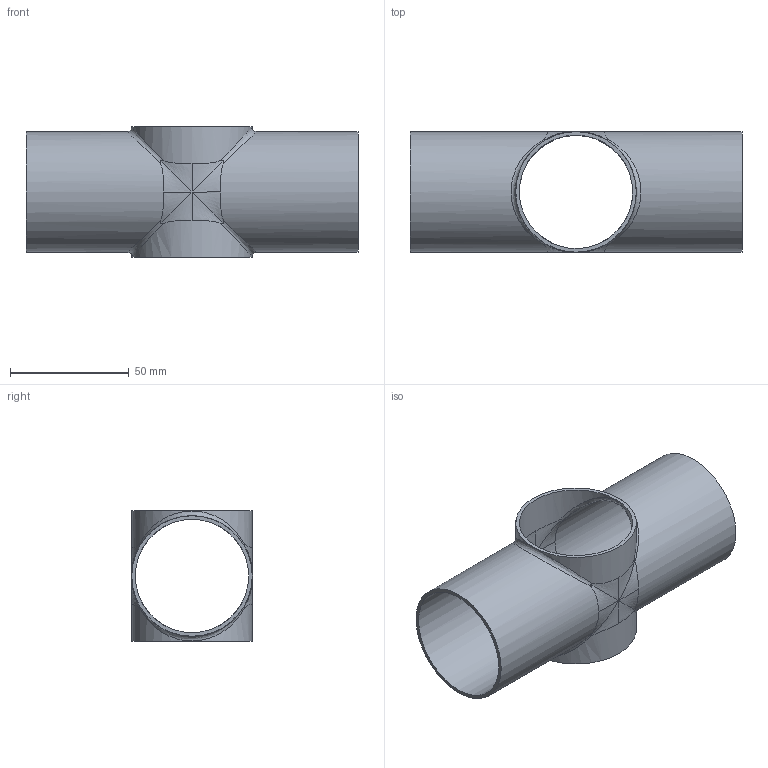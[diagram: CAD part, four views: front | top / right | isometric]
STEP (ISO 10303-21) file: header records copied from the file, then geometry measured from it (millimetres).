
FILE_DESCRIPTION((''),'2;1');
FILE_NAME('47601200X.stp','2010-08-17T12:06:37',('thilbrands'),(''),'Autodesk Inventor 2008','Autodesk Inventor 2008','');
FILE_SCHEMA(('AUTOMOTIVE_DESIGN { 1 0 10303 214 1 1 1 1 }'));
Length unit declared in the file: millimetre
Products named in the file (1): 476011001
Bounding box: 140 x 51.04 x 55 mm (x, y, z)
Volume: 30570.2 mm3; surface area: 41615.2 mm2
Topology: 1 solids, 1 shells, 52 faces, 132 edges, 80 vertices
Faces by surface type: bspline 43, cylinder 6, plane 3
Full cylindrical faces by diameter (mm): 47.8 x3, 50.8 x3
Entity records: 12956 total; most frequent: CARTESIAN_POINT 11966, ORIENTED_EDGE 240, EDGE_CURVE 120, DIRECTION 116, VERTEX_POINT 76, B_SPLINE_CURVE_WITH_KNOTS 72, EDGE_LOOP 64, AXIS2_PLACEMENT_3D 58
